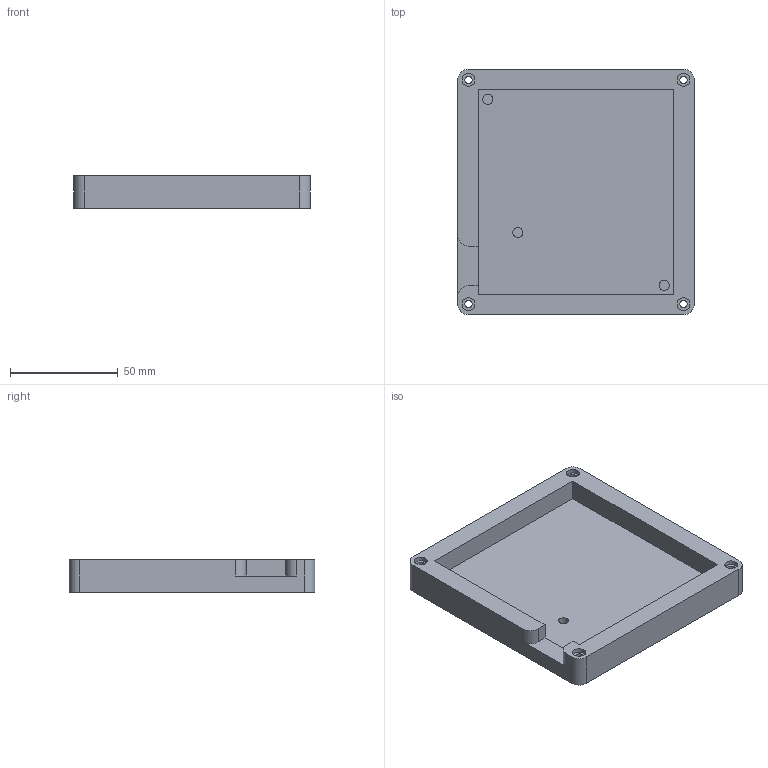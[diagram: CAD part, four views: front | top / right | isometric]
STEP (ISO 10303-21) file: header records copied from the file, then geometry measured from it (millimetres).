
FILE_DESCRIPTION(/* description */ (''),/* implementation_level */ '2;1');
FILE_NAME(/* name */ 'base.step',/* time_stamp */ '2025-06-25T23:29:30+03:00',/* author */ (''),/* organization */ (''),/* preprocessor_version */ 'ST-DEVELOPER v20.1',/* originating_system */ 'Autodesk Translation Framework v14.10.0.0',/* authorisation */ '');
FILE_SCHEMA (('AUTOMOTIVE_DESIGN { 1 0 10303 214 3 1 1 }'));
Length unit declared in the file: millimetre
Products named in the file (2): macropad_base; Itay's keyboard
Bounding box: 110 x 114.25 x 15 mm (x, y, z)
Volume: 98847.8 mm3; surface area: 36366.3 mm2
Topology: 1 solids, 1 shells, 832 faces, 2361 edges, 1568 vertices
Faces by surface type: bspline 655, plane 154, cylinder 23
Full cylindrical faces by diameter (mm): 3.4 x4, 4.7 x3, 6 x8
Entity records: 29898 total; most frequent: CARTESIAN_POINT 14035, ORIENTED_EDGE 4722, EDGE_CURVE 2361, VERTEX_POINT 1568, DIRECTION 1481, LINE 1005, VECTOR 1005, EDGE_LOOP 882
